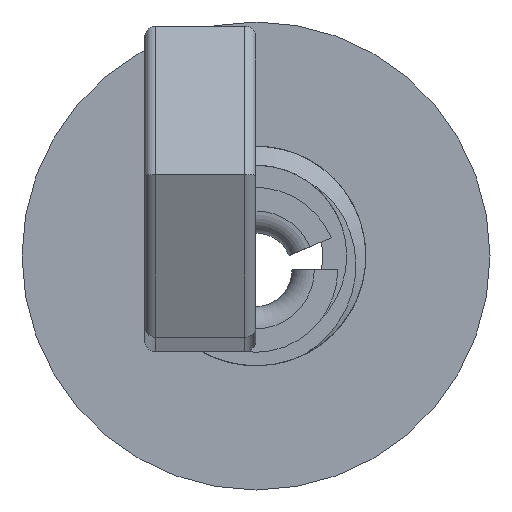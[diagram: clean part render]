
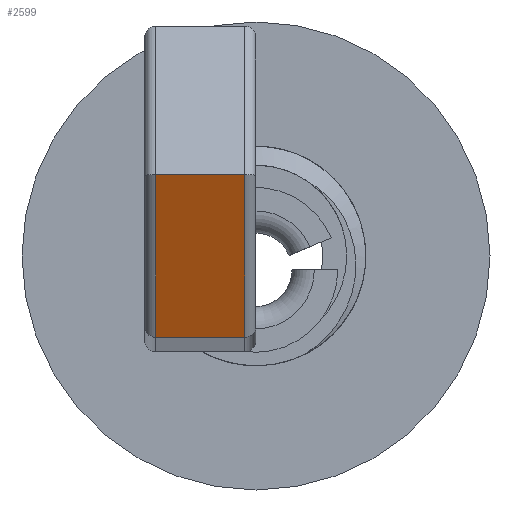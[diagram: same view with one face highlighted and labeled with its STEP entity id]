
A CAD part, left-side view. The second image highlights one B-rep face of the part: STEP entity #2599.
In plain terms, the highlighted planar face has unit normal (-0.903, 0, -0.429).
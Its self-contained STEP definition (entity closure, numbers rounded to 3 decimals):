
#107=PLANE('',#2858);
#226=FACE_OUTER_BOUND('',#375,.T.);
#375=EDGE_LOOP('',(#2103,#2104,#2105,#2106));
#708=LINE('',#6146,#925);
#722=LINE('',#6183,#939);
#724=LINE('',#6187,#941);
#725=LINE('',#6188,#942);
#925=VECTOR('',#3345,10.);
#939=VECTOR('',#3383,10.);
#941=VECTOR('',#3387,10.);
#942=VECTOR('',#3388,10.);
#1183=VERTEX_POINT('',#6143);
#1184=VERTEX_POINT('',#6145);
#1195=VERTEX_POINT('',#6182);
#1196=VERTEX_POINT('',#6186);
#1501=EDGE_CURVE('',#1183,#1184,#708,.T.);
#1520=EDGE_CURVE('',#1195,#1184,#722,.T.);
#1522=EDGE_CURVE('',#1196,#1183,#724,.T.);
#1523=EDGE_CURVE('',#1195,#1196,#725,.T.);
#2103=ORIENTED_EDGE('',*,*,#1501,.F.);
#2104=ORIENTED_EDGE('',*,*,#1522,.F.);
#2105=ORIENTED_EDGE('',*,*,#1523,.F.);
#2106=ORIENTED_EDGE('',*,*,#1520,.T.);
#2599=ADVANCED_FACE('',(#226),#107,.T.);
#2858=AXIS2_PLACEMENT_3D('',#6185,#3385,#3386);
#3345=DIRECTION('',(-0.429,0.,0.903));
#3383=DIRECTION('',(0.,1.,0.));
#3385=DIRECTION('center_axis',(-0.903,0.,-0.429));
#3386=DIRECTION('ref_axis',(-0.429,0.,0.903));
#3387=DIRECTION('',(0.,1.,0.));
#3388=DIRECTION('',(0.429,0.,-0.903));
#6143=CARTESIAN_POINT('',(-70.232,4.5,2.853));
#6145=CARTESIAN_POINT('',(-73.7,4.5,10.154));
#6146=CARTESIAN_POINT('',(-71.099,4.5,4.679));
#6182=CARTESIAN_POINT('',(-73.7,0.5,10.154));
#6183=CARTESIAN_POINT('',(-73.7,0.,10.154));
#6185=CARTESIAN_POINT('Origin',(-70.232,0.,2.853));
#6186=CARTESIAN_POINT('',(-70.232,0.5,2.853));
#6187=CARTESIAN_POINT('',(-70.232,0.,2.853));
#6188=CARTESIAN_POINT('',(-71.099,0.5,4.679));
